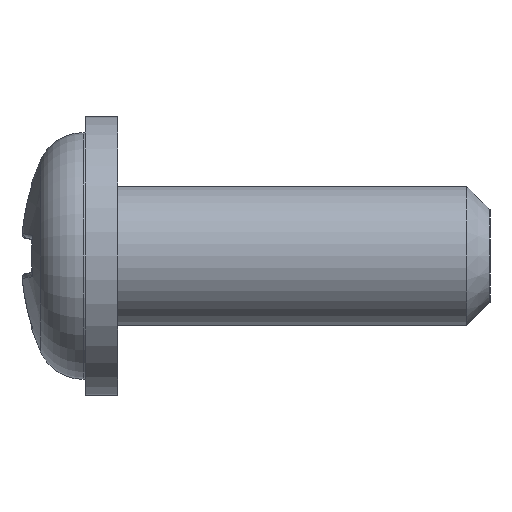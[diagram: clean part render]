
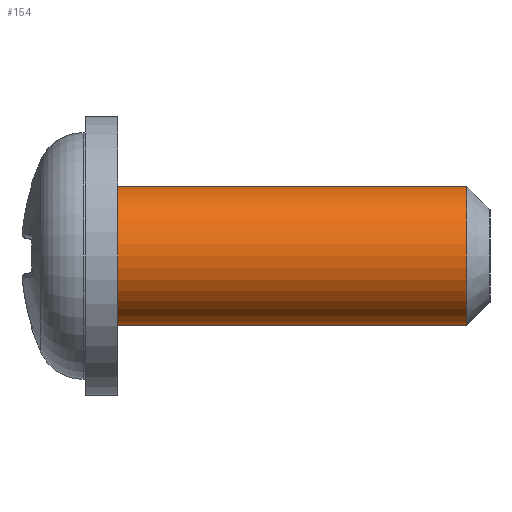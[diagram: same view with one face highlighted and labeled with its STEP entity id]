
A CAD part, left-side view. The second image highlights one B-rep face of the part: STEP entity #154.
In plain terms, the highlighted cylindrical face has radius 1.5 mm (diameter 3 mm), a full revolution.
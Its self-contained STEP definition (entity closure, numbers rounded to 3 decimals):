
#123=CARTESIAN_POINT('',(13.307,76.571,0.));
#124=VERTEX_POINT('',#123);
#125=CARTESIAN_POINT('',(11.807,76.571,0.0));
#126=DIRECTION('',(0.0,-1.0,0.0));
#127=DIRECTION('',(-1.0,0.0,0.0));
#128=AXIS2_PLACEMENT_3D('',#125,#126,#127);
#129=CIRCLE('',#128,1.5);
#130=EDGE_CURVE('',#124,#124,#129,.T.);
#135=CARTESIAN_POINT('',(11.807,84.071,0.0));
#136=DIRECTION('',(0.0,-1.0,0.0));
#137=DIRECTION('',(-1.0,0.0,0.0));
#138=AXIS2_PLACEMENT_3D('',#135,#136,#137);
#139=CYLINDRICAL_SURFACE('',#138,1.5);
#140=CARTESIAN_POINT('',(13.307,84.071,0.));
#141=VERTEX_POINT('',#140);
#142=CARTESIAN_POINT('',(11.807,84.071,0.0));
#143=DIRECTION('',(0.0,1.0,0.0));
#144=DIRECTION('',(-1.0,0.0,0.0));
#145=AXIS2_PLACEMENT_3D('',#142,#143,#144);
#146=CIRCLE('',#145,1.5);
#147=EDGE_CURVE('',#141,#141,#146,.T.);
#148=ORIENTED_EDGE('',*,*,#147,.F.);
#149=EDGE_LOOP('',(#148));
#150=FACE_OUTER_BOUND('',#149,.T.);
#151=ORIENTED_EDGE('',*,*,#130,.F.);
#152=EDGE_LOOP('',(#151));
#153=FACE_BOUND('',#152,.T.);
#154=ADVANCED_FACE('',(#150,#153),#139,.T.);
